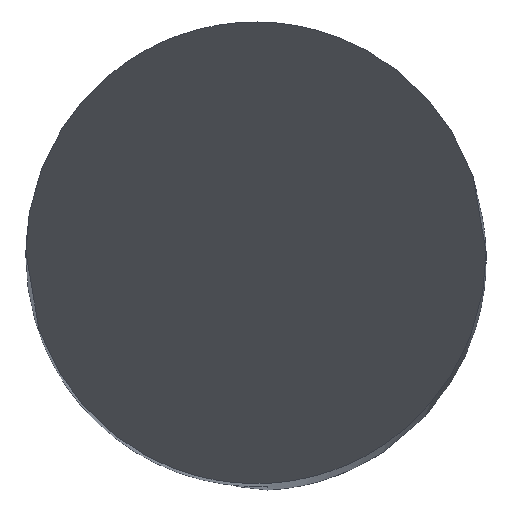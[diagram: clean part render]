
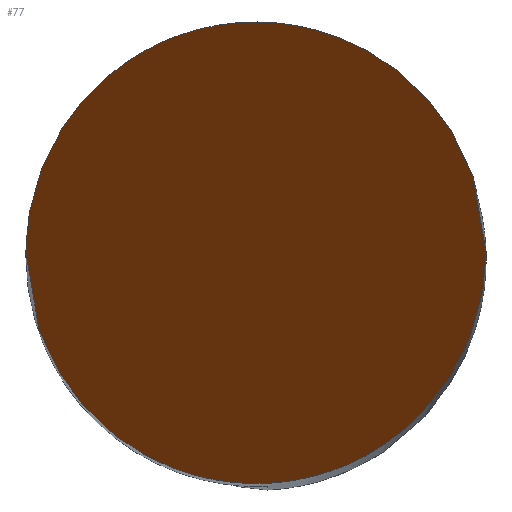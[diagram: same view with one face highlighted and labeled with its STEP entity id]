
A CAD part, top view. The second image highlights one B-rep face of the part: STEP entity #77.
In plain terms, the highlighted planar face has unit normal (0, -0.866, 0.5).
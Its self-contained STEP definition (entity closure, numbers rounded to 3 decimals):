
#61=PLANE('',#521);
#77=ADVANCED_FACE('',(#110),#61,.T.);
#110=FACE_OUTER_BOUND('',#136,.T.);
#136=EDGE_LOOP('',(#253,#254));
#253=ORIENTED_EDGE('',*,*,#374,.T.);
#254=ORIENTED_EDGE('',*,*,#393,.T.);
#332=VERTEX_POINT('',#668);
#333=VERTEX_POINT('',#673);
#374=EDGE_CURVE('',#333,#332,#465,.T.);
#393=EDGE_CURVE('',#332,#333,#468,.T.);
#465=(
BOUNDED_CURVE()
B_SPLINE_CURVE(3,(#669,#670,#671,#672),.UNSPECIFIED.,.F.,.F.)
B_SPLINE_CURVE_WITH_KNOTS((4,4),(0.,1.),.UNSPECIFIED.)
CURVE()
GEOMETRIC_REPRESENTATION_ITEM()
RATIONAL_B_SPLINE_CURVE((1.,0.333,0.333,1.))
REPRESENTATION_ITEM('')
);
#468=(
BOUNDED_CURVE()
B_SPLINE_CURVE(3,(#835,#836,#837,#838),.UNSPECIFIED.,.F.,.F.)
B_SPLINE_CURVE_WITH_KNOTS((4,4),(0.,1.),.UNSPECIFIED.)
CURVE()
GEOMETRIC_REPRESENTATION_ITEM()
RATIONAL_B_SPLINE_CURVE((1.,0.333,0.333,1.))
REPRESENTATION_ITEM('')
);
#521=AXIS2_PLACEMENT_3D('',#917,#581,#582);
#581=DIRECTION('',(0.,-0.866,0.5));
#582=DIRECTION('',(0.,0.5,0.866));
#668=CARTESIAN_POINT('',(2.5,0.,0.));
#669=CARTESIAN_POINT('',(-2.5,0.,0.));
#670=CARTESIAN_POINT('',(-2.5,-5.,-8.66));
#671=CARTESIAN_POINT('',(2.5,-5.,-8.66));
#672=CARTESIAN_POINT('',(2.5,0.,0.));
#673=CARTESIAN_POINT('',(-2.5,0.,0.));
#835=CARTESIAN_POINT('',(2.5,0.,0.));
#836=CARTESIAN_POINT('',(2.5,5.,8.66));
#837=CARTESIAN_POINT('',(-2.5,5.,8.66));
#838=CARTESIAN_POINT('',(-2.5,0.,0.));
#917=CARTESIAN_POINT('',(-68.205,2.5,4.33));
